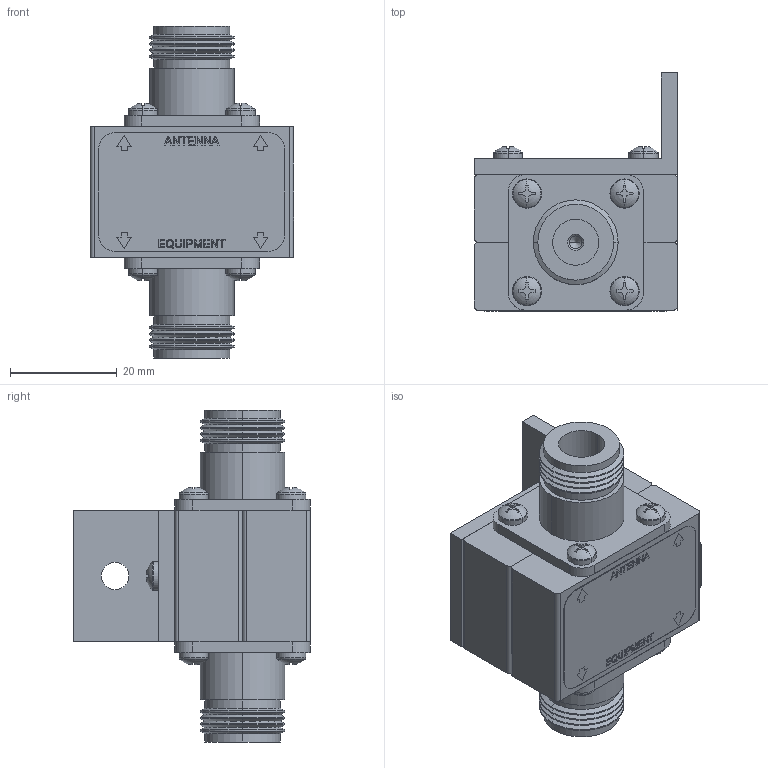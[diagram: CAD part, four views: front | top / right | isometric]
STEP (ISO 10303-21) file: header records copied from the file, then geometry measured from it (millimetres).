
FILE_DESCRIPTION (( 'STEP AP214' ), '1' );
FILE_NAME ('LCSP1021.STEP', '2018-04-17T20:19:01', ( '' ), ( '' ), 'SwSTEP 2.0', 'SolidWorks 2017', '' );
FILE_SCHEMA (( 'AUTOMOTIVE_DESIGN' ));
Length unit declared in the file: inch
Products named in the file (14): 2003-1052; 5230-0002; 2003-3262_BLK; 4001-0001; 2011-6100-02; LCSP1021; 1081-0251-05; 2011-6100-01; 5100-0007; 9030-0084; 4033-0106; 2103-190; 9040-0287; 5100-0006
Assembly tree (22 placements, depth 3):
  LCSP1021
    9030-0084
      5100-0007
      2103-190
    1081-0251-05  x10
    9040-0287
      4033-0106
      4001-0001
      2011-6100-02
    2011-6100-01
    2003-3262_BLK
    2003-1052
    5230-0002
    5100-0006
Bounding box: 38.19 x 44.58 x 62.23 mm (x, y, z)
Volume: 30818.9 mm3; surface area: 21223.1 mm2
Topology: 20 solids, 20 shells, 1594 faces, 3628 edges, 2110 vertices
Faces by surface type: cone 564, plane 477, cylinder 475, torus 46, bspline 32
Entity records: 24368 total; most frequent: CARTESIAN_POINT 5084, DIRECTION 3132, ORIENTED_EDGE 3060, EDGE_CURVE 1530, AXIS2_PLACEMENT_3D 1051, VECTOR 1030, LINE 1030, VERTEX_POINT 967
